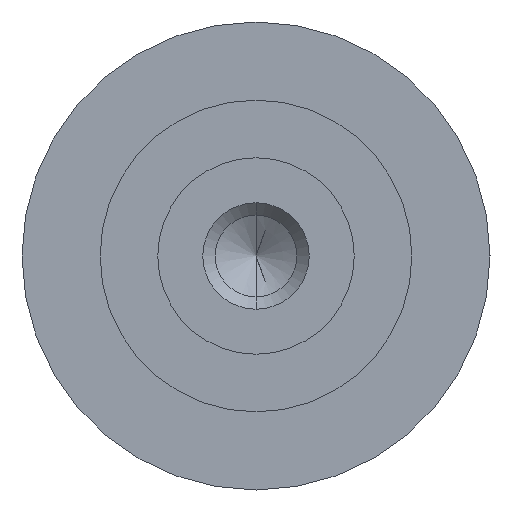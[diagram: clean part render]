
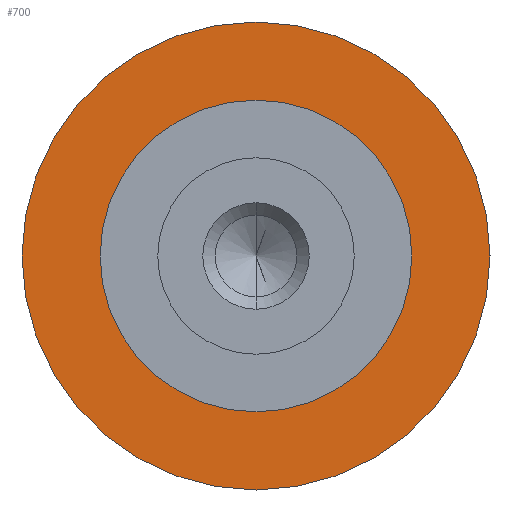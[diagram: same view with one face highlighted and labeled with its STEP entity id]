
A CAD part, left-side view. The second image highlights one B-rep face of the part: STEP entity #700.
In plain terms, the highlighted planar face has unit normal (-1, 0, 0).
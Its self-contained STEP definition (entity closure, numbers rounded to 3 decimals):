
#27 = CARTESIAN_POINT ( 'NONE',  ( 5., 0., 0. ) ) ;
#29 = DIRECTION ( 'NONE',  ( 0., -1., 0. ) ) ;
#45 = AXIS2_PLACEMENT_3D ( 'NONE', #97, #590, #784 ) ;
#97 = CARTESIAN_POINT ( 'NONE',  ( 5., 0., 0. ) ) ;
#112 = EDGE_LOOP ( 'NONE', ( #248, #328 ) ) ;
#127 = VERTEX_POINT ( 'NONE', #268 ) ;
#188 = CIRCLE ( 'NONE', #662, 9.525 ) ;
#189 = DIRECTION ( 'NONE',  ( 0., -1., 0. ) ) ;
#212 = CARTESIAN_POINT ( 'NONE',  ( 5., 14.3, 0. ) ) ;
#248 = ORIENTED_EDGE ( 'NONE', *, *, #381, .F. ) ;
#253 = EDGE_CURVE ( 'NONE', #127, #289, #647, .T. ) ;
#255 = DIRECTION ( 'NONE',  ( -1., 0., 0. ) ) ;
#256 = EDGE_LOOP ( 'NONE', ( #348, #607 ) ) ;
#268 = CARTESIAN_POINT ( 'NONE',  ( 5., -14.3, 0. ) ) ;
#279 = DIRECTION ( 'NONE',  ( 0., -1., 0. ) ) ;
#289 = VERTEX_POINT ( 'NONE', #212 ) ;
#328 = ORIENTED_EDGE ( 'NONE', *, *, #408, .F. ) ;
#348 = ORIENTED_EDGE ( 'NONE', *, *, #765, .T. ) ;
#356 = DIRECTION ( 'NONE',  ( -1., 0., 0. ) ) ;
#378 = VERTEX_POINT ( 'NONE', #421 ) ;
#381 = EDGE_CURVE ( 'NONE', #378, #668, #475, .T. ) ;
#397 = CARTESIAN_POINT ( 'NONE',  ( 5., 9.525, 0. ) ) ;
#408 = EDGE_CURVE ( 'NONE', #668, #378, #188, .T. ) ;
#411 = FACE_BOUND ( 'NONE', #112, .T. ) ;
#420 = AXIS2_PLACEMENT_3D ( 'NONE', #605, #663, #29 ) ;
#421 = CARTESIAN_POINT ( 'NONE',  ( 5., -9.525, 0. ) ) ;
#432 = CIRCLE ( 'NONE', #45, 14.3 ) ;
#454 = CARTESIAN_POINT ( 'NONE',  ( 5., 0., 0. ) ) ;
#475 = CIRCLE ( 'NONE', #783, 9.525 ) ;
#546 = AXIS2_PLACEMENT_3D ( 'NONE', #454, #255, #189 ) ;
#590 = DIRECTION ( 'NONE',  ( -1., 0., 0. ) ) ;
#602 = DIRECTION ( 'NONE',  ( -1., 0., 0. ) ) ;
#605 = CARTESIAN_POINT ( 'NONE',  ( 5., 0., 0. ) ) ;
#607 = ORIENTED_EDGE ( 'NONE', *, *, #253, .T. ) ;
#616 = DIRECTION ( 'NONE',  ( 0., -1., 0. ) ) ;
#647 = CIRCLE ( 'NONE', #546, 14.3 ) ;
#657 = PLANE ( 'NONE',  #420 ) ;
#662 = AXIS2_PLACEMENT_3D ( 'NONE', #27, #602, #279 ) ;
#663 = DIRECTION ( 'NONE',  ( -1., 0., 0. ) ) ;
#666 = FACE_OUTER_BOUND ( 'NONE', #256, .T. ) ;
#668 = VERTEX_POINT ( 'NONE', #397 ) ;
#700 = ADVANCED_FACE ( 'NONE', ( #411, #666 ), #657, .T. ) ;
#724 = CARTESIAN_POINT ( 'NONE',  ( 5., 0., 0. ) ) ;
#765 = EDGE_CURVE ( 'NONE', #289, #127, #432, .T. ) ;
#783 = AXIS2_PLACEMENT_3D ( 'NONE', #724, #356, #616 ) ;
#784 = DIRECTION ( 'NONE',  ( 0., -1., 0. ) ) ;
